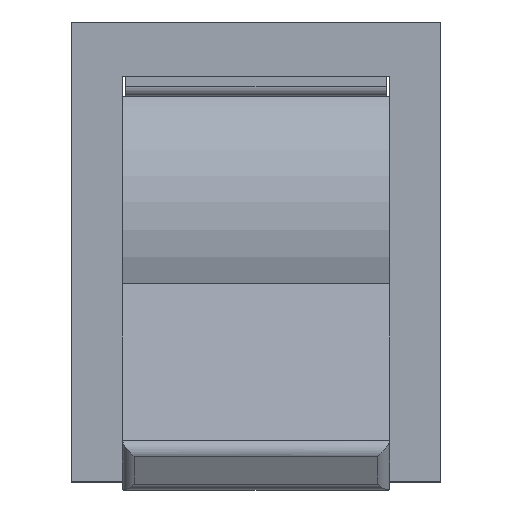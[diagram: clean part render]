
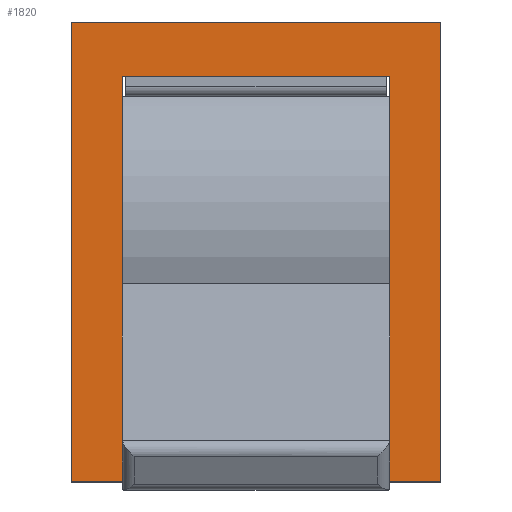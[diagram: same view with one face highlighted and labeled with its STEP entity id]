
A CAD part, top view. The second image highlights one B-rep face of the part: STEP entity #1820.
In plain terms, the highlighted planar face has unit normal (0, 0, 1).
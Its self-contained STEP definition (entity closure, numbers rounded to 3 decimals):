
#1204=CARTESIAN_POINT('',(5.715,-1.7,9.81));
#1205=VERTEX_POINT('',#1204);
#1214=CARTESIAN_POINT('',(5.715,7.5,9.81));
#1215=VERTEX_POINT('',#1214);
#1216=CARTESIAN_POINT('',(5.715,-1.7,9.81));
#1217=DIRECTION('',(0.,1.,0.));
#1218=VECTOR('',#1217,9.2);
#1219=LINE('',#1216,#1218);
#1220=EDGE_CURVE('',#1205,#1215,#1219,.T.);
#1262=CARTESIAN_POINT('',(5.715,-7.5,9.81));
#1263=VERTEX_POINT('',#1262);
#1270=CARTESIAN_POINT('',(5.715,-4.425,9.81));
#1271=VERTEX_POINT('',#1270);
#1272=CARTESIAN_POINT('',(5.715,-7.5,9.81));
#1273=DIRECTION('',(0.,1.,0.));
#1274=VECTOR('',#1273,3.075);
#1275=LINE('',#1272,#1274);
#1276=EDGE_CURVE('',#1263,#1271,#1275,.T.);
#1352=CARTESIAN_POINT('',(-5.715,-1.7,9.81));
#1353=VERTEX_POINT('',#1352);
#1496=CARTESIAN_POINT('',(-5.715,-4.425,9.81));
#1497=VERTEX_POINT('',#1496);
#1567=CARTESIAN_POINT('',(5.715,-4.425,9.81));
#1568=DIRECTION('',(0.,1.,0.));
#1569=VECTOR('',#1568,2.724);
#1570=LINE('',#1567,#1569);
#1571=EDGE_CURVE('',#1271,#1205,#1570,.T.);
#1708=CARTESIAN_POINT('',(-7.9,9.845,9.81));
#1709=VERTEX_POINT('',#1708);
#1710=CARTESIAN_POINT('',(-7.9,-9.845,9.81));
#1711=VERTEX_POINT('',#1710);
#1712=CARTESIAN_POINT('',(-7.9,9.845,9.81));
#1713=DIRECTION('',(0.,-1.,0.));
#1714=VECTOR('',#1713,19.69);
#1715=LINE('',#1712,#1714);
#1716=EDGE_CURVE('',#1709,#1711,#1715,.T.);
#1740=CARTESIAN_POINT('',(7.9,-9.845,9.81));
#1741=VERTEX_POINT('',#1740);
#1748=CARTESIAN_POINT('',(-7.9,-9.845,9.81));
#1749=DIRECTION('',(1.,0.,-0.));
#1750=VECTOR('',#1749,15.8);
#1751=LINE('',#1748,#1750);
#1752=EDGE_CURVE('',#1711,#1741,#1751,.T.);
#1758=CARTESIAN_POINT('',(-7.9,9.845,9.81));
#1759=DIRECTION('',(0.,0.,1.));
#1760=DIRECTION('',(0.,-1.,0.));
#1761=AXIS2_PLACEMENT_3D('',#1758,#1759,#1760);
#1762=PLANE('',#1761);
#1763=ORIENTED_EDGE('',*,*,#1752,.T.);
#1764=CARTESIAN_POINT('',(7.9,9.845,9.81));
#1765=VERTEX_POINT('',#1764);
#1766=CARTESIAN_POINT('',(7.9,9.845,9.81));
#1767=DIRECTION('',(-0.,-1.,-0.));
#1768=VECTOR('',#1767,19.69);
#1769=LINE('',#1766,#1768);
#1770=EDGE_CURVE('',#1765,#1741,#1769,.T.);
#1771=ORIENTED_EDGE('',*,*,#1770,.F.);
#1772=CARTESIAN_POINT('',(-7.9,9.845,9.81));
#1773=DIRECTION('',(1.,0.,-0.));
#1774=VECTOR('',#1773,15.8);
#1775=LINE('',#1772,#1774);
#1776=EDGE_CURVE('',#1709,#1765,#1775,.T.);
#1777=ORIENTED_EDGE('',*,*,#1776,.F.);
#1778=ORIENTED_EDGE('',*,*,#1716,.T.);
#1779=EDGE_LOOP('',(#1763,#1771,#1777,#1778));
#1780=FACE_BOUND('',#1779,.T.);
#1781=ORIENTED_EDGE('',*,*,#1571,.F.);
#1782=ORIENTED_EDGE('',*,*,#1276,.F.);
#1783=CARTESIAN_POINT('',(-5.715,-7.5,9.81));
#1784=VERTEX_POINT('',#1783);
#1785=CARTESIAN_POINT('',(-5.715,-7.5,9.81));
#1786=DIRECTION('',(1.,0.,-0.));
#1787=VECTOR('',#1786,11.43);
#1788=LINE('',#1785,#1787);
#1789=EDGE_CURVE('',#1784,#1263,#1788,.T.);
#1790=ORIENTED_EDGE('',*,*,#1789,.F.);
#1791=CARTESIAN_POINT('',(-5.715,-4.425,9.81));
#1792=DIRECTION('',(0.,-1.,0.));
#1793=VECTOR('',#1792,3.075);
#1794=LINE('',#1791,#1793);
#1795=EDGE_CURVE('',#1497,#1784,#1794,.T.);
#1796=ORIENTED_EDGE('',*,*,#1795,.F.);
#1797=CARTESIAN_POINT('',(-5.715,-1.7,9.81));
#1798=DIRECTION('',(0.,-1.,0.));
#1799=VECTOR('',#1798,2.724);
#1800=LINE('',#1797,#1799);
#1801=EDGE_CURVE('',#1353,#1497,#1800,.T.);
#1802=ORIENTED_EDGE('',*,*,#1801,.F.);
#1803=CARTESIAN_POINT('',(-5.715,7.5,9.81));
#1804=VERTEX_POINT('',#1803);
#1805=CARTESIAN_POINT('',(-5.715,7.5,9.81));
#1806=DIRECTION('',(0.,-1.,0.));
#1807=VECTOR('',#1806,9.2);
#1808=LINE('',#1805,#1807);
#1809=EDGE_CURVE('',#1804,#1353,#1808,.T.);
#1810=ORIENTED_EDGE('',*,*,#1809,.F.);
#1811=CARTESIAN_POINT('',(5.715,7.5,9.81));
#1812=DIRECTION('',(-1.,0.,0.));
#1813=VECTOR('',#1812,11.43);
#1814=LINE('',#1811,#1813);
#1815=EDGE_CURVE('',#1215,#1804,#1814,.T.);
#1816=ORIENTED_EDGE('',*,*,#1815,.F.);
#1817=ORIENTED_EDGE('',*,*,#1220,.F.);
#1818=EDGE_LOOP('',(#1781,#1782,#1790,#1796,#1802,#1810,#1816,#1817));
#1819=FACE_BOUND('',#1818,.T.);
#1820=ADVANCED_FACE('',(#1780,#1819),#1762,.T.);
